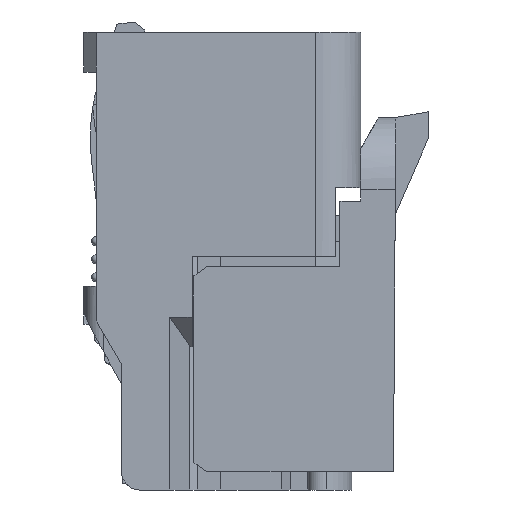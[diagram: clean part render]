
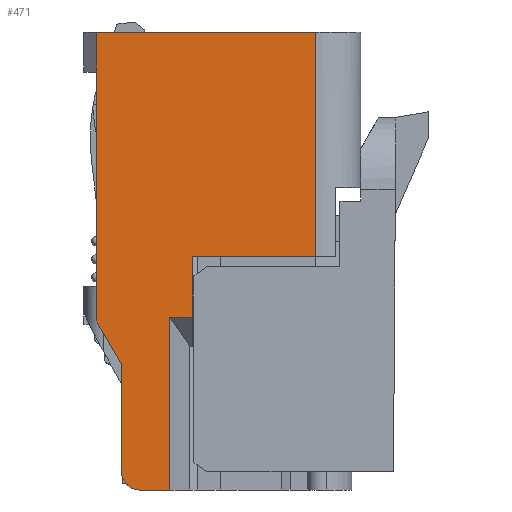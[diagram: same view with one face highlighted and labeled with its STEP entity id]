
A CAD part, left-side view. The second image highlights one B-rep face of the part: STEP entity #471.
In plain terms, the highlighted planar face has unit normal (-1, 0, 0).
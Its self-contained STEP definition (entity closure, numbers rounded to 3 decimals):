
#243=CIRCLE('',#5368,1.);
#471=ADVANCED_FACE('',(#920),#681,.F.);
#681=PLANE('',#5469);
#920=FACE_OUTER_BOUND('',#1173,.T.);
#1173=EDGE_LOOP('',(#3656,#3657,#3658,#3659,#3660,#3661,#3662,#3663,#3664,
#3665,#3666,#3667));
#1555=LINE('',#7847,#2183);
#1559=LINE('',#7855,#2187);
#1596=LINE('',#7966,#2224);
#1726=LINE('',#8214,#2354);
#1743=LINE('',#8265,#2371);
#1755=LINE('',#8290,#2383);
#1758=LINE('',#8296,#2386);
#1779=LINE('',#8338,#2407);
#1798=LINE('',#8371,#2426);
#1799=LINE('',#8372,#2427);
#1800=LINE('',#8373,#2428);
#2183=VECTOR('',#6232,1.);
#2187=VECTOR('',#6240,1.);
#2224=VECTOR('',#6337,1.);
#2354=VECTOR('',#6553,1.);
#2371=VECTOR('',#6598,1.);
#2383=VECTOR('',#6618,1.);
#2386=VECTOR('',#6623,1.);
#2407=VECTOR('',#6662,1.);
#2426=VECTOR('',#6689,1.);
#2427=VECTOR('',#6690,1.);
#2428=VECTOR('',#6691,1.);
#3656=ORIENTED_EDGE('',*,*,#4838,.F.);
#3657=ORIENTED_EDGE('',*,*,#5024,.T.);
#3658=ORIENTED_EDGE('',*,*,#4858,.T.);
#3659=ORIENTED_EDGE('',*,*,#5104,.T.);
#3660=ORIENTED_EDGE('',*,*,#5064,.F.);
#3661=ORIENTED_EDGE('',*,*,#5061,.F.);
#3662=ORIENTED_EDGE('',*,*,#5105,.F.);
#3663=ORIENTED_EDGE('',*,*,#5085,.T.);
#3664=ORIENTED_EDGE('',*,*,#5049,.T.);
#3665=ORIENTED_EDGE('',*,*,#5106,.T.);
#3666=ORIENTED_EDGE('',*,*,#4842,.F.);
#3667=ORIENTED_EDGE('',*,*,#4894,.F.);
#4228=VERTEX_POINT('',#7841);
#4231=VERTEX_POINT('',#7846);
#4234=VERTEX_POINT('',#7856);
#4235=VERTEX_POINT('',#7857);
#4248=VERTEX_POINT('',#7889);
#4250=VERTEX_POINT('',#7892);
#4369=VERTEX_POINT('',#8257);
#4372=VERTEX_POINT('',#8264);
#4379=VERTEX_POINT('',#8285);
#4381=VERTEX_POINT('',#8289);
#4382=VERTEX_POINT('',#8293);
#4396=VERTEX_POINT('',#8339);
#4838=EDGE_CURVE('',#4231,#4228,#1555,.T.);
#4842=EDGE_CURVE('',#4234,#4235,#1559,.T.);
#4858=EDGE_CURVE('',#4250,#4248,#243,.T.);
#4894=EDGE_CURVE('',#4228,#4234,#1596,.T.);
#5024=EDGE_CURVE('',#4231,#4250,#1726,.T.);
#5049=EDGE_CURVE('',#4369,#4372,#1743,.T.);
#5061=EDGE_CURVE('',#4381,#4379,#1755,.T.);
#5064=EDGE_CURVE('',#4379,#4382,#1758,.T.);
#5085=EDGE_CURVE('',#4396,#4369,#1779,.T.);
#5104=EDGE_CURVE('',#4248,#4382,#1798,.T.);
#5105=EDGE_CURVE('',#4396,#4381,#1799,.T.);
#5106=EDGE_CURVE('',#4372,#4235,#1800,.T.);
#5368=AXIS2_PLACEMENT_3D('',#7891,#6264,#6265);
#5469=AXIS2_PLACEMENT_3D('',#8374,#6692,#6693);
#6232=DIRECTION('',(0.,0.504,0.864));
#6240=DIRECTION('',(0.,0.,1.));
#6264=DIRECTION('',(-1.,0.,0.));
#6265=DIRECTION('',(0.,1.,0.));
#6337=DIRECTION('',(0.,0.,1.));
#6553=DIRECTION('',(0.,0.,-1.));
#6598=DIRECTION('',(0.,0.,1.));
#6618=DIRECTION('',(0.,1.,0.));
#6623=DIRECTION('',(0.,0.,-1.));
#6662=DIRECTION('',(0.,-1.,0.));
#6689=DIRECTION('',(0.,-1.,0.));
#6690=DIRECTION('',(0.,0.,-1.));
#6691=DIRECTION('',(0.,1.,0.));
#6692=DIRECTION('',(1.,0.,0.));
#6693=DIRECTION('',(0.,1.,0.));
#7841=CARTESIAN_POINT('',(-5.5,8.85,-16.));
#7846=CARTESIAN_POINT('',(-5.5,7.45,-18.4));
#7847=CARTESIAN_POINT('',(-5.5,7.45,-18.4));
#7855=CARTESIAN_POINT('',(-5.5,8.85,-25.37));
#7856=CARTESIAN_POINT('',(-5.5,8.85,-2.2));
#7857=CARTESIAN_POINT('',(-5.5,8.85,0.));
#7889=CARTESIAN_POINT('',(-5.5,6.45,-25.37));
#7891=CARTESIAN_POINT('',(-5.5,6.45,-24.37));
#7892=CARTESIAN_POINT('',(-5.5,7.45,-24.37));
#7966=CARTESIAN_POINT('',(-5.5,8.85,0.));
#8214=CARTESIAN_POINT('',(-5.5,7.45,0.));
#8257=CARTESIAN_POINT('',(-5.5,-3.3,-12.42));
#8264=CARTESIAN_POINT('',(-5.5,-3.3,0.));
#8265=CARTESIAN_POINT('',(-5.5,-3.3,-25.37));
#8285=CARTESIAN_POINT('',(-5.5,4.785,-15.8));
#8289=CARTESIAN_POINT('',(-5.5,3.55,-15.8));
#8290=CARTESIAN_POINT('',(-5.5,3.55,-15.8));
#8293=CARTESIAN_POINT('',(-5.5,4.785,-25.37));
#8296=CARTESIAN_POINT('',(-5.5,4.785,-25.37));
#8338=CARTESIAN_POINT('',(-5.5,-5.8,-12.42));
#8339=CARTESIAN_POINT('',(-5.5,3.55,-12.42));
#8371=CARTESIAN_POINT('',(-5.5,0.,-25.37));
#8372=CARTESIAN_POINT('',(-5.5,3.55,-25.37));
#8373=CARTESIAN_POINT('',(-5.5,-5.8,0.));
#8374=CARTESIAN_POINT('',(-5.5,-5.8,-25.37));
